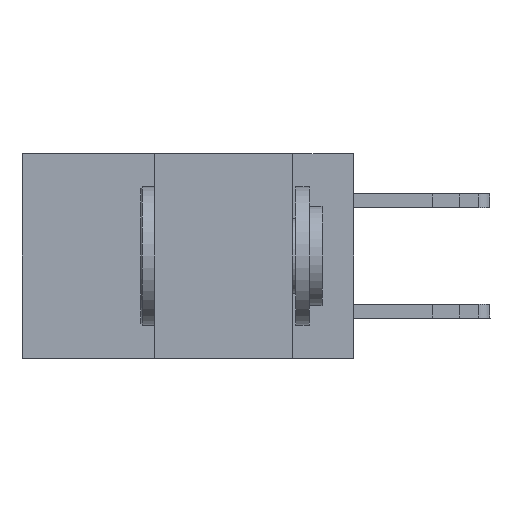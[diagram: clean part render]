
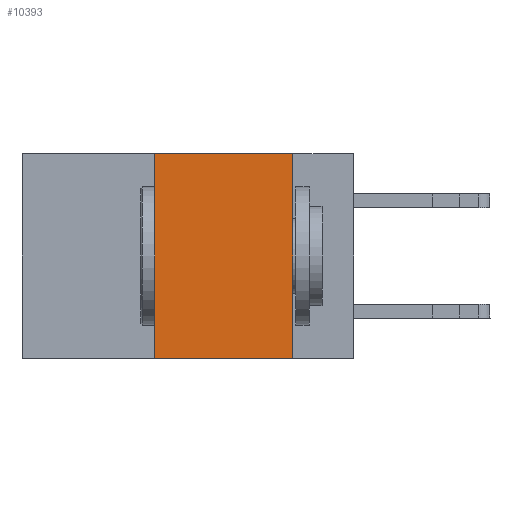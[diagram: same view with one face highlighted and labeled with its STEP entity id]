
A CAD part, left-side view. The second image highlights one B-rep face of the part: STEP entity #10393.
In plain terms, the highlighted planar face has unit normal (-1, 0, 0).
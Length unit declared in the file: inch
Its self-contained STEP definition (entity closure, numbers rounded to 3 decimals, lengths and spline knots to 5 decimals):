
#122 = DIRECTION ( 'NONE',  ( 0., 0., -1. ) ) ;
#1177 = ORIENTED_EDGE ( 'NONE', *, *, #4529, .F. ) ;
#1464 = LINE ( 'NONE', #2692, #15390 ) ;
#1537 = CARTESIAN_POINT ( 'NONE',  ( 0., 0.11, 0. ) ) ;
#1982 = VERTEX_POINT ( 'NONE', #17276 ) ;
#2156 = ORIENTED_EDGE ( 'NONE', *, *, #12578, .F. ) ;
#2479 = EDGE_CURVE ( 'NONE', #8346, #2680, #14634, .T. ) ;
#2529 = CARTESIAN_POINT ( 'NONE',  ( 0., 0.36, 0. ) ) ;
#2680 = VERTEX_POINT ( 'NONE', #3051 ) ;
#2692 = CARTESIAN_POINT ( 'NONE',  ( 0., 0.6, -0.37 ) ) ;
#2850 = LINE ( 'NONE', #1537, #14517 ) ;
#3051 = CARTESIAN_POINT ( 'NONE',  ( 0., 0.36, 0. ) ) ;
#3084 = PLANE ( 'NONE',  #17150 ) ;
#4529 = EDGE_CURVE ( 'NONE', #2680, #1982, #8496, .T. ) ;
#5099 = VECTOR ( 'NONE', #16372, 39.37008 ) ;
#5812 = CARTESIAN_POINT ( 'NONE',  ( 0., 0.6, 0. ) ) ;
#7063 = FACE_OUTER_BOUND ( 'NONE', #8886, .T. ) ;
#7858 = CARTESIAN_POINT ( 'NONE',  ( 0., 0.36, -0.37 ) ) ;
#8082 = DIRECTION ( 'NONE',  ( 0., 0., 1. ) ) ;
#8090 = DIRECTION ( 'NONE',  ( 0., -1., 0. ) ) ;
#8346 = VERTEX_POINT ( 'NONE', #7858 ) ;
#8496 = LINE ( 'NONE', #12589, #5099 ) ;
#8886 = EDGE_LOOP ( 'NONE', ( #2156, #1177, #11217, #16590 ) ) ;
#10393 = ADVANCED_FACE ( 'NONE', ( #7063 ), #3084, .F. ) ;
#11136 = VERTEX_POINT ( 'NONE', #11801 ) ;
#11217 = ORIENTED_EDGE ( 'NONE', *, *, #2479, .F. ) ;
#11801 = CARTESIAN_POINT ( 'NONE',  ( 0., 0.11, -0.37 ) ) ;
#12460 = DIRECTION ( 'NONE',  ( 0., 0., -1. ) ) ;
#12578 = EDGE_CURVE ( 'NONE', #1982, #11136, #2850, .T. ) ;
#12589 = CARTESIAN_POINT ( 'NONE',  ( 0., 0.6, 0. ) ) ;
#14306 = VECTOR ( 'NONE', #8082, 39.37008 ) ;
#14517 = VECTOR ( 'NONE', #122, 39.37008 ) ;
#14634 = LINE ( 'NONE', #2529, #14306 ) ;
#15390 = VECTOR ( 'NONE', #8090, 39.37008 ) ;
#16372 = DIRECTION ( 'NONE',  ( 0., -1., 0. ) ) ;
#16503 = DIRECTION ( 'NONE',  ( 1., 0., 0. ) ) ;
#16508 = EDGE_CURVE ( 'NONE', #8346, #11136, #1464, .T. ) ;
#16590 = ORIENTED_EDGE ( 'NONE', *, *, #16508, .T. ) ;
#17150 = AXIS2_PLACEMENT_3D ( 'NONE', #5812, #16503, #12460 ) ;
#17276 = CARTESIAN_POINT ( 'NONE',  ( 0., 0.11, 0. ) ) ;
